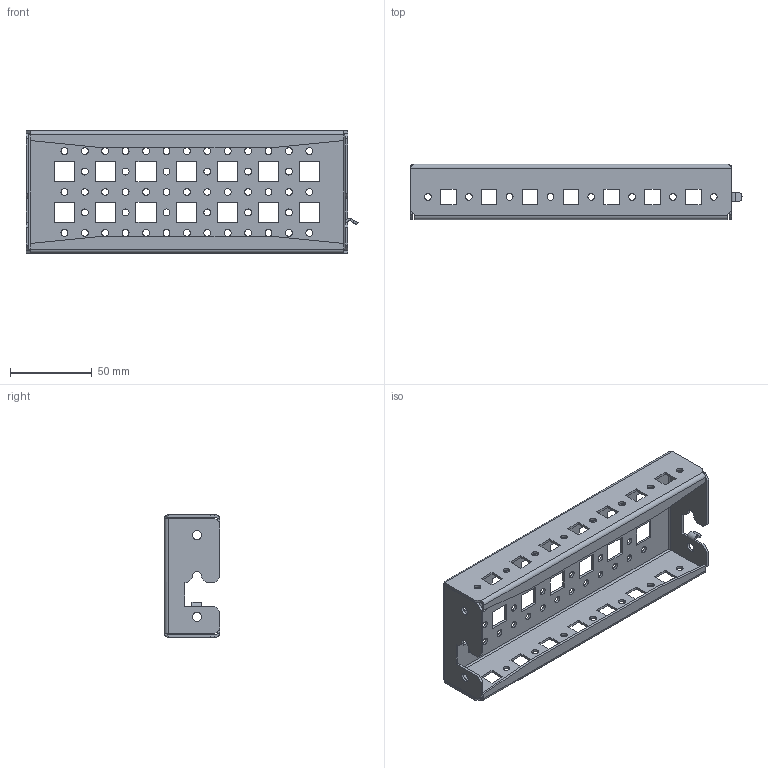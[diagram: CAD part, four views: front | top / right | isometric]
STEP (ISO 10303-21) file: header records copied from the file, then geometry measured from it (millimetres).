
FILE_DESCRIPTION (( 'STEP AP203' ), '1' );
FILE_NAME ('MA1.300.060620.30.01 Ðåéêà ìîíòàæíàÿ øèðîêàÿ ïåðôîðèðîâàííàÿ Ø_Ã = 600 ìì.STEP', '2025-01-09T10:31:41', ( '' ), ( '' ), 'SwSTEP 2.0', 'SolidWorks 2021', '' );
FILE_SCHEMA (( 'CONFIG_CONTROL_DESIGN' ));
Length unit declared in the file: millimetre
Products named in the file (1): MA1.300.060620.30.01 Ðåéêà ìîíòàæíàÿ øèðîêàÿ ïåðôîðèðîâàííàÿ Ø_Ã = 600 ìì
Bounding box: 203.29 x 34 x 75 mm (x, y, z)
Volume: 43928.6 mm3; surface area: 63220.5 mm2
Topology: 1 solids, 1 shells, 284 faces, 814 edges, 532 vertices
Faces by surface type: plane 187, cylinder 89, bspline 8
Full cylindrical faces by diameter (mm): 4.2 x67, 5.5 x4
Entity records: 9486 total; most frequent: CARTESIAN_POINT 1916, ORIENTED_EDGE 1454, DIRECTION 1415, EDGE_CURVE 727, EDGE_LOOP 553, VECTOR 537, LINE 537, VERTEX_POINT 516
